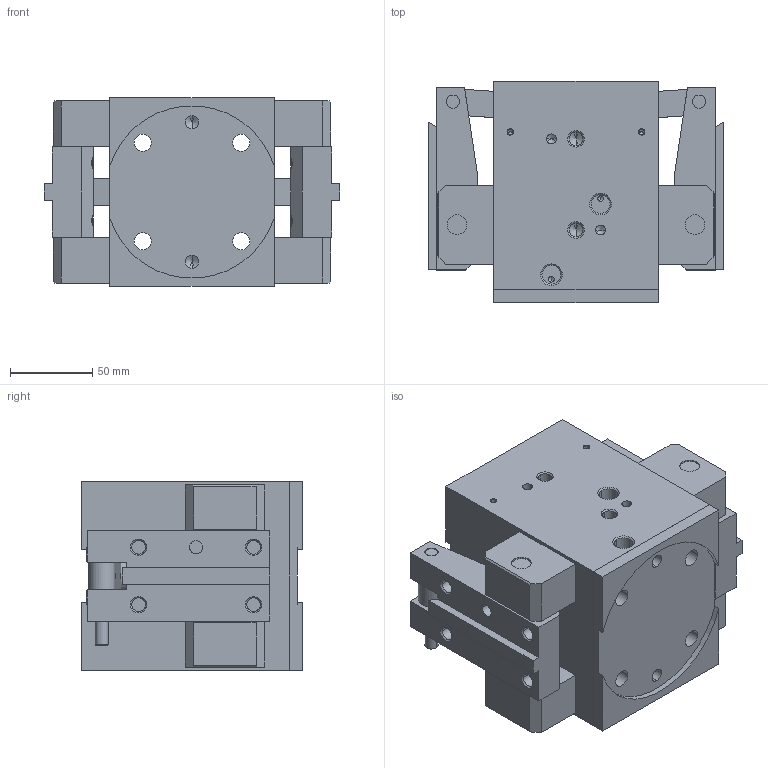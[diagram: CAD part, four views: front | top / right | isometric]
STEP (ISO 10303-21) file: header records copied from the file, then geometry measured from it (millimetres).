
FILE_DESCRIPTION( ( '' ), '1' );
FILE_NAME( '0g575_8_op615grb_0_2_14a.stp', '2010-10-25T15:51:10', ( '' ), ( '' ), ' ', ' ', ' ' );
FILE_SCHEMA( ( 'automotive_design' ) );
Length unit declared in the file: millimetre
Products named in the file (6): 1; 2; 3; 4; 5; 6
Bounding box: 180 x 135 x 115 mm (x, y, z)
Volume: 1735931.8 mm3; surface area: 217560.6 mm2
Topology: 6 solids, 6 shells, 336 faces, 892 edges, 558 vertices
Faces by surface type: cylinder 130, plane 126, cone 80
Entity records: 20613 total; most frequent: CARTESIAN_POINT 2104, DIRECTION 1860, STYLED_ITEM 1764, PRESENTATION_STYLE_ASSIGNMENT 1764, COLOUR_RGB 1764, ORIENTED_EDGE 1728, EDGE_CURVE 864, CURVE_STYLE 864
